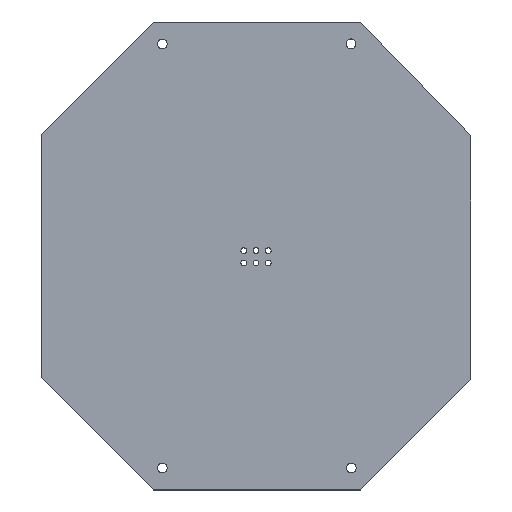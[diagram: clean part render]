
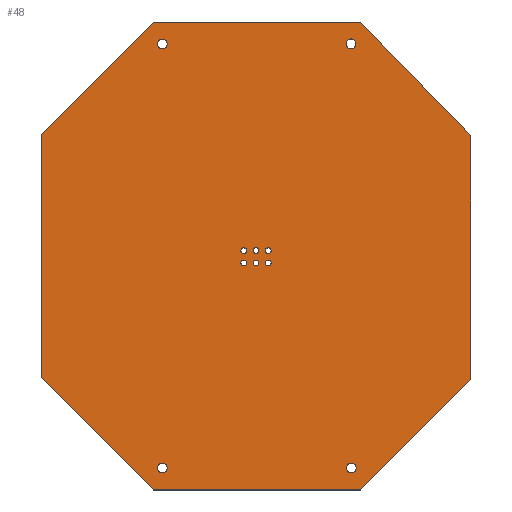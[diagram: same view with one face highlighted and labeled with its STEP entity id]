
A CAD part, top view. The second image highlights one B-rep face of the part: STEP entity #48.
In plain terms, the highlighted planar face has unit normal (0, 0, 1).
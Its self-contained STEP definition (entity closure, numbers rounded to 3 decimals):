
#48=ADVANCED_FACE('',(#228,#230,#232,#234,#236,#238,#240,#242,#244,#246,#248),#250,
.T.);
#228=FACE_BOUND('',#229,.T.);
#229=EDGE_LOOP('',(#428,#429,#430,#431,#432,#433,#434,#435));
#230=FACE_BOUND('',#231,.T.);
#231=EDGE_LOOP('',(#436));
#232=FACE_BOUND('',#233,.T.);
#233=EDGE_LOOP('',(#437));
#234=FACE_BOUND('',#235,.T.);
#235=EDGE_LOOP('',(#438));
#236=FACE_BOUND('',#237,.T.);
#237=EDGE_LOOP('',(#439));
#238=FACE_BOUND('',#239,.T.);
#239=EDGE_LOOP('',(#440));
#240=FACE_BOUND('',#241,.T.);
#241=EDGE_LOOP('',(#441));
#242=FACE_BOUND('',#243,.T.);
#243=EDGE_LOOP('',(#442));
#244=FACE_BOUND('',#245,.T.);
#245=EDGE_LOOP('',(#443));
#246=FACE_BOUND('',#247,.T.);
#247=EDGE_LOOP('',(#444));
#248=FACE_BOUND('',#249,.T.);
#249=EDGE_LOOP('',(#445));
#250=PLANE('',#251);
#251=AXIS2_PLACEMENT_3D('',#252,#253,#254);
#252=CARTESIAN_POINT('',(0.,0.,5.));
#253=DIRECTION('',(0.,0.,1.));
#254=DIRECTION('',(-1.,0.,0.));
#428=ORIENTED_EDGE('',*,*,#516,.T.);
#429=ORIENTED_EDGE('',*,*,#517,.T.);
#430=ORIENTED_EDGE('',*,*,#518,.T.);
#431=ORIENTED_EDGE('',*,*,#519,.T.);
#432=ORIENTED_EDGE('',*,*,#520,.T.);
#433=ORIENTED_EDGE('',*,*,#521,.T.);
#434=ORIENTED_EDGE('',*,*,#522,.T.);
#435=ORIENTED_EDGE('',*,*,#523,.T.);
#436=ORIENTED_EDGE('',*,*,#524,.T.);
#437=ORIENTED_EDGE('',*,*,#525,.T.);
#438=ORIENTED_EDGE('',*,*,#526,.T.);
#439=ORIENTED_EDGE('',*,*,#527,.T.);
#440=ORIENTED_EDGE('',*,*,#528,.T.);
#441=ORIENTED_EDGE('',*,*,#529,.T.);
#442=ORIENTED_EDGE('',*,*,#530,.T.);
#443=ORIENTED_EDGE('',*,*,#531,.T.);
#444=ORIENTED_EDGE('',*,*,#532,.T.);
#445=ORIENTED_EDGE('',*,*,#533,.T.);
#516=EDGE_CURVE('',#560,#561,#562,.T.);
#517=EDGE_CURVE('',#561,#563,#564,.T.);
#518=EDGE_CURVE('',#563,#565,#566,.T.);
#519=EDGE_CURVE('',#565,#567,#568,.T.);
#520=EDGE_CURVE('',#567,#569,#570,.T.);
#521=EDGE_CURVE('',#569,#571,#572,.T.);
#522=EDGE_CURVE('',#571,#573,#574,.T.);
#523=EDGE_CURVE('',#573,#560,#575,.T.);
#524=EDGE_CURVE('',#576,#576,#577,.F.);
#525=EDGE_CURVE('',#578,#578,#579,.F.);
#526=EDGE_CURVE('',#580,#580,#581,.F.);
#527=EDGE_CURVE('',#582,#582,#583,.F.);
#528=EDGE_CURVE('',#584,#584,#585,.F.);
#529=EDGE_CURVE('',#586,#586,#587,.F.);
#530=EDGE_CURVE('',#588,#588,#589,.F.);
#531=EDGE_CURVE('',#590,#590,#591,.F.);
#532=EDGE_CURVE('',#592,#592,#593,.F.);
#533=EDGE_CURVE('',#594,#594,#595,.F.);
#560=VERTEX_POINT('',#640);
#561=VERTEX_POINT('',#641);
#562=LINE('',#642,#643);
#563=VERTEX_POINT('',#645);
#564=LINE('',#646,#647);
#565=VERTEX_POINT('',#649);
#566=LINE('',#650,#651);
#567=VERTEX_POINT('',#653);
#568=LINE('',#654,#655);
#569=VERTEX_POINT('',#657);
#570=LINE('',#658,#659);
#571=VERTEX_POINT('',#661);
#572=LINE('',#662,#663);
#573=VERTEX_POINT('',#665);
#574=LINE('',#666,#667);
#575=LINE('',#669,#670);
#576=VERTEX_POINT('',#672);
#577=CIRCLE('',#673,0.6);
#578=VERTEX_POINT('',#677);
#579=CIRCLE('',#678,0.6);
#580=VERTEX_POINT('',#682);
#581=CIRCLE('',#683,0.6);
#582=VERTEX_POINT('',#687);
#583=CIRCLE('',#688,0.6);
#584=VERTEX_POINT('',#692);
#585=CIRCLE('',#693,0.6);
#586=VERTEX_POINT('',#697);
#587=CIRCLE('',#698,0.6);
#588=VERTEX_POINT('',#702);
#589=CIRCLE('',#703,1.);
#590=VERTEX_POINT('',#707);
#591=CIRCLE('',#708,1.);
#592=VERTEX_POINT('',#712);
#593=CIRCLE('',#713,1.);
#594=VERTEX_POINT('',#717);
#595=CIRCLE('',#718,1.);
#640=CARTESIAN_POINT('',(6.808,51.599,5.));
#641=CARTESIAN_POINT('',(-16.176,28.62,5.));
#642=CARTESIAN_POINT('',(6.808,51.599,5.));
#643=VECTOR('',#644,1.);
#644=DIRECTION('',(-0.707,-0.707,0.));
#645=CARTESIAN_POINT('',(-16.176,-21.38,5.));
#646=CARTESIAN_POINT('',(-16.176,28.62,5.));
#647=VECTOR('',#648,1.);
#648=DIRECTION('',(0.,-1.,0.));
#649=CARTESIAN_POINT('',(6.805,-44.361,5.));
#650=CARTESIAN_POINT('',(-16.176,-21.38,5.));
#651=VECTOR('',#652,1.);
#652=DIRECTION('',(0.707,-0.707,0.));
#653=CARTESIAN_POINT('',(49.305,-44.361,5.));
#654=CARTESIAN_POINT('',(6.805,-44.361,5.));
#655=VECTOR('',#656,1.);
#656=DIRECTION('',(1.,0.,0.));
#657=CARTESIAN_POINT('',(71.933,-21.733,5.));
#658=CARTESIAN_POINT('',(49.305,-44.361,5.));
#659=VECTOR('',#660,1.);
#660=DIRECTION('',(0.707,0.707,0.));
#661=CARTESIAN_POINT('',(71.933,28.267,5.));
#662=CARTESIAN_POINT('',(71.933,-21.733,5.));
#663=VECTOR('',#664,1.);
#664=DIRECTION('',(0.,1.,0.));
#665=CARTESIAN_POINT('',(49.308,51.599,5.));
#666=CARTESIAN_POINT('',(71.933,28.267,5.));
#667=VECTOR('',#668,1.);
#668=DIRECTION('',(-0.696,0.718,0.));
#669=CARTESIAN_POINT('',(49.308,51.599,5.));
#670=VECTOR('',#671,1.);
#671=DIRECTION('',(-1.,0.,0.));
#672=CARTESIAN_POINT('',(25.379,2.794,5.));
#673=AXIS2_PLACEMENT_3D('',#674,#675,#676);
#674=CARTESIAN_POINT('',(25.379,2.194,5.));
#675=DIRECTION('',(0.,0.,1.));
#676=DIRECTION('',(0.,1.,0.));
#677=CARTESIAN_POINT('',(27.879,2.794,5.));
#678=AXIS2_PLACEMENT_3D('',#679,#680,#681);
#679=CARTESIAN_POINT('',(27.879,2.194,5.));
#680=DIRECTION('',(0.,0.,1.));
#681=DIRECTION('',(0.,1.,0.));
#682=CARTESIAN_POINT('',(30.379,2.794,5.));
#683=AXIS2_PLACEMENT_3D('',#684,#685,#686);
#684=CARTESIAN_POINT('',(30.379,2.194,5.));
#685=DIRECTION('',(0.,0.,1.));
#686=DIRECTION('',(0.,1.,0.));
#687=CARTESIAN_POINT('',(25.379,5.294,5.));
#688=AXIS2_PLACEMENT_3D('',#689,#690,#691);
#689=CARTESIAN_POINT('',(25.379,4.694,5.));
#690=DIRECTION('',(0.,0.,1.));
#691=DIRECTION('',(0.,1.,0.));
#692=CARTESIAN_POINT('',(27.879,5.294,5.));
#693=AXIS2_PLACEMENT_3D('',#694,#695,#696);
#694=CARTESIAN_POINT('',(27.879,4.694,5.));
#695=DIRECTION('',(0.,0.,1.));
#696=DIRECTION('',(0.,1.,0.));
#697=CARTESIAN_POINT('',(30.379,5.294,5.));
#698=AXIS2_PLACEMENT_3D('',#699,#700,#701);
#699=CARTESIAN_POINT('',(30.379,4.694,5.));
#700=DIRECTION('',(0.,0.,1.));
#701=DIRECTION('',(0.,1.,0.));
#702=CARTESIAN_POINT('',(46.375,47.129,5.));
#703=AXIS2_PLACEMENT_3D('',#704,#705,#706);
#704=CARTESIAN_POINT('',(47.375,47.129,5.));
#705=DIRECTION('',(0.,0.,1.));
#706=DIRECTION('',(-1.,0.,0.));
#707=CARTESIAN_POINT('',(7.671,47.099,5.));
#708=AXIS2_PLACEMENT_3D('',#709,#710,#711);
#709=CARTESIAN_POINT('',(8.671,47.099,5.));
#710=DIRECTION('',(0.,0.,1.));
#711=DIRECTION('',(-1.,0.,0.));
#712=CARTESIAN_POINT('',(7.669,-39.861,5.));
#713=AXIS2_PLACEMENT_3D('',#714,#715,#716);
#714=CARTESIAN_POINT('',(8.669,-39.861,5.));
#715=DIRECTION('',(0.,0.,1.));
#716=DIRECTION('',(-1.,0.,0.));
#717=CARTESIAN_POINT('',(46.442,-39.861,5.));
#718=AXIS2_PLACEMENT_3D('',#719,#720,#721);
#719=CARTESIAN_POINT('',(47.442,-39.861,5.));
#720=DIRECTION('',(0.,0.,1.));
#721=DIRECTION('',(-1.,0.,0.));
